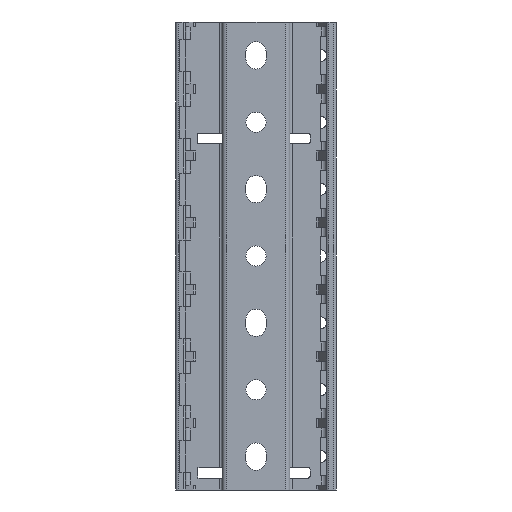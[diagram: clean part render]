
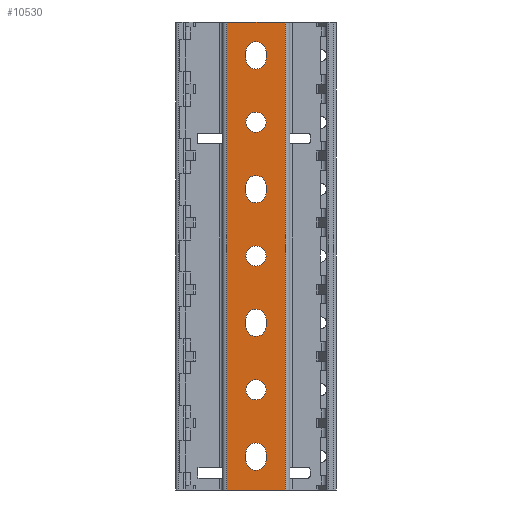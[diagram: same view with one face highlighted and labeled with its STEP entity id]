
A CAD part, front view. The second image highlights one B-rep face of the part: STEP entity #10530.
In plain terms, the highlighted planar face has unit normal (0, -1, 0).
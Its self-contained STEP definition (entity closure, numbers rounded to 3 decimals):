
#25=DIRECTION('',(1.,0.,0.));
#26=VECTOR('',#25,12.2);
#27=CARTESIAN_POINT('',(-6.1,0.,-140.));
#28=LINE('',#27,#26);
#753=DIRECTION('',(0.,0.,-1.));
#754=VECTOR('',#753,98.);
#755=CARTESIAN_POINT('',(-6.1,0.,-42.));
#756=LINE('',#755,#754);
#766=DIRECTION('',(1.,0.,0.));
#767=VECTOR('',#766,12.2);
#768=CARTESIAN_POINT('',(-6.1,0.,-42.));
#769=LINE('',#768,#767);
#770=CARTESIAN_POINT('',(0.,0.,-63.));
#771=DIRECTION('',(0.,-1.,0.));
#772=DIRECTION('',(-1.,0.,0.));
#773=AXIS2_PLACEMENT_3D('',#770,#771,#772);
#775=CARTESIAN_POINT('',(0.,0.,-63.));
#776=DIRECTION('',(0.,-1.,0.));
#777=DIRECTION('',(1.,0.,0.));
#778=AXIS2_PLACEMENT_3D('',#775,#776,#777);
#780=CARTESIAN_POINT('',(0.,0.,-91.));
#781=DIRECTION('',(0.,-1.,0.));
#782=DIRECTION('',(-1.,0.,0.));
#783=AXIS2_PLACEMENT_3D('',#780,#781,#782);
#785=CARTESIAN_POINT('',(0.,0.,-91.));
#786=DIRECTION('',(0.,-1.,0.));
#787=DIRECTION('',(1.,0.,0.));
#788=AXIS2_PLACEMENT_3D('',#785,#786,#787);
#790=CARTESIAN_POINT('',(0.,0.,-119.));
#791=DIRECTION('',(0.,-1.,0.));
#792=DIRECTION('',(-1.,0.,0.));
#793=AXIS2_PLACEMENT_3D('',#790,#791,#792);
#795=CARTESIAN_POINT('',(0.,0.,-119.));
#796=DIRECTION('',(0.,-1.,0.));
#797=DIRECTION('',(1.,0.,0.));
#798=AXIS2_PLACEMENT_3D('',#795,#796,#797);
#800=CARTESIAN_POINT('',(0.,0.,-49.75));
#801=DIRECTION('',(0.,1.,0.));
#802=DIRECTION('',(1.,0.,0.));
#803=AXIS2_PLACEMENT_3D('',#800,#801,#802);
#805=DIRECTION('',(0.,0.,-1.));
#806=VECTOR('',#805,1.5);
#807=CARTESIAN_POINT('',(2.1,0.,-48.25));
#808=LINE('',#807,#806);
#809=CARTESIAN_POINT('',(0.,0.,-48.25));
#810=DIRECTION('',(0.,1.,0.));
#811=DIRECTION('',(-1.,0.,0.));
#812=AXIS2_PLACEMENT_3D('',#809,#810,#811);
#814=DIRECTION('',(0.,0.,1.));
#815=VECTOR('',#814,1.5);
#816=CARTESIAN_POINT('',(-2.1,0.,-49.75));
#817=LINE('',#816,#815);
#818=CARTESIAN_POINT('',(0.,0.,-77.75));
#819=DIRECTION('',(0.,1.,0.));
#820=DIRECTION('',(1.,0.,0.));
#821=AXIS2_PLACEMENT_3D('',#818,#819,#820);
#823=DIRECTION('',(0.,0.,-1.));
#824=VECTOR('',#823,1.5);
#825=CARTESIAN_POINT('',(2.1,0.,-76.25));
#826=LINE('',#825,#824);
#827=CARTESIAN_POINT('',(0.,0.,-76.25));
#828=DIRECTION('',(0.,1.,0.));
#829=DIRECTION('',(-1.,0.,0.));
#830=AXIS2_PLACEMENT_3D('',#827,#828,#829);
#832=DIRECTION('',(0.,0.,1.));
#833=VECTOR('',#832,1.5);
#834=CARTESIAN_POINT('',(-2.1,0.,-77.75));
#835=LINE('',#834,#833);
#836=CARTESIAN_POINT('',(0.,0.,-105.75));
#837=DIRECTION('',(0.,1.,0.));
#838=DIRECTION('',(1.,0.,0.));
#839=AXIS2_PLACEMENT_3D('',#836,#837,#838);
#841=DIRECTION('',(0.,0.,-1.));
#842=VECTOR('',#841,1.5);
#843=CARTESIAN_POINT('',(2.1,0.,-104.25));
#844=LINE('',#843,#842);
#845=CARTESIAN_POINT('',(0.,0.,-104.25));
#846=DIRECTION('',(0.,1.,0.));
#847=DIRECTION('',(-1.,0.,0.));
#848=AXIS2_PLACEMENT_3D('',#845,#846,#847);
#850=DIRECTION('',(0.,0.,1.));
#851=VECTOR('',#850,1.5);
#852=CARTESIAN_POINT('',(-2.1,0.,-105.75));
#853=LINE('',#852,#851);
#854=CARTESIAN_POINT('',(0.,0.,-133.75));
#855=DIRECTION('',(0.,1.,0.));
#856=DIRECTION('',(1.,0.,0.));
#857=AXIS2_PLACEMENT_3D('',#854,#855,#856);
#859=DIRECTION('',(0.,0.,-1.));
#860=VECTOR('',#859,1.5);
#861=CARTESIAN_POINT('',(2.1,0.,-132.25));
#862=LINE('',#861,#860);
#863=CARTESIAN_POINT('',(0.,0.,-132.25));
#864=DIRECTION('',(0.,1.,0.));
#865=DIRECTION('',(-1.,0.,0.));
#866=AXIS2_PLACEMENT_3D('',#863,#864,#865);
#868=DIRECTION('',(0.,0.,1.));
#869=VECTOR('',#868,1.5);
#870=CARTESIAN_POINT('',(-2.1,0.,-133.75));
#871=LINE('',#870,#869);
#886=DIRECTION('',(0.,0.,-1.));
#887=VECTOR('',#886,98.);
#888=CARTESIAN_POINT('',(6.1,0.,-42.));
#889=LINE('',#888,#887);
#7536=CARTESIAN_POINT('',(6.1,0.,-140.));
#7538=VERTEX_POINT('',#7536);
#7539=CARTESIAN_POINT('',(-6.1,0.,-140.));
#7541=VERTEX_POINT('',#7539);
#9396=CARTESIAN_POINT('',(-2.1,0.,-63.));
#9397=CARTESIAN_POINT('',(2.1,0.,-63.));
#9398=VERTEX_POINT('',#9396);
#9399=VERTEX_POINT('',#9397);
#9418=CARTESIAN_POINT('',(-2.1,0.,-91.));
#9419=CARTESIAN_POINT('',(2.1,0.,-91.));
#9420=VERTEX_POINT('',#9418);
#9421=VERTEX_POINT('',#9419);
#9440=CARTESIAN_POINT('',(-2.1,0.,-119.));
#9441=CARTESIAN_POINT('',(2.1,0.,-119.));
#9442=VERTEX_POINT('',#9440);
#9443=VERTEX_POINT('',#9441);
#9471=CARTESIAN_POINT('',(2.1,0.,-49.75));
#9473=VERTEX_POINT('',#9471);
#9475=CARTESIAN_POINT('',(-2.1,0.,-49.75));
#9477=VERTEX_POINT('',#9475);
#9479=CARTESIAN_POINT('',(-2.1,0.,-48.25));
#9481=VERTEX_POINT('',#9479);
#9483=CARTESIAN_POINT('',(2.1,0.,-48.25));
#9485=VERTEX_POINT('',#9483);
#9503=CARTESIAN_POINT('',(2.1,0.,-77.75));
#9505=VERTEX_POINT('',#9503);
#9507=CARTESIAN_POINT('',(-2.1,0.,-77.75));
#9509=VERTEX_POINT('',#9507);
#9511=CARTESIAN_POINT('',(-2.1,0.,-76.25));
#9513=VERTEX_POINT('',#9511);
#9515=CARTESIAN_POINT('',(2.1,0.,-76.25));
#9517=VERTEX_POINT('',#9515);
#9535=CARTESIAN_POINT('',(2.1,0.,-105.75));
#9537=VERTEX_POINT('',#9535);
#9539=CARTESIAN_POINT('',(-2.1,0.,-105.75));
#9541=VERTEX_POINT('',#9539);
#9543=CARTESIAN_POINT('',(-2.1,0.,-104.25));
#9545=VERTEX_POINT('',#9543);
#9547=CARTESIAN_POINT('',(2.1,0.,-104.25));
#9549=VERTEX_POINT('',#9547);
#9567=CARTESIAN_POINT('',(2.1,0.,-133.75));
#9569=VERTEX_POINT('',#9567);
#9571=CARTESIAN_POINT('',(-2.1,0.,-133.75));
#9573=VERTEX_POINT('',#9571);
#9575=CARTESIAN_POINT('',(-2.1,0.,-132.25));
#9577=VERTEX_POINT('',#9575);
#9579=CARTESIAN_POINT('',(2.1,0.,-132.25));
#9581=VERTEX_POINT('',#9579);
#9734=CARTESIAN_POINT('',(-6.1,0.,-42.));
#9735=CARTESIAN_POINT('',(6.1,0.,-42.));
#9736=VERTEX_POINT('',#9734);
#9737=VERTEX_POINT('',#9735);
#10460=CARTESIAN_POINT('',(-7.1,0.,-140.));
#10461=DIRECTION('',(0.,-1.,0.));
#10462=DIRECTION('',(1.,0.,0.));
#10463=AXIS2_PLACEMENT_3D('',#10460,#10461,#10462);
#10464=PLANE('',#10463);
#10465=ORIENTED_EDGE('',*,*,#10027,.T.);
#10467=ORIENTED_EDGE('',*,*,#10466,.T.);
#10468=ORIENTED_EDGE('',*,*,#9811,.F.);
#10469=ORIENTED_EDGE('',*,*,#10453,.F.);
#10470=EDGE_LOOP('',(#10465,#10467,#10468,#10469));
#10471=FACE_OUTER_BOUND('',#10470,.F.);
#10473=ORIENTED_EDGE('',*,*,#10472,.T.);
#10475=ORIENTED_EDGE('',*,*,#10474,.T.);
#10476=EDGE_LOOP('',(#10473,#10475));
#10477=FACE_BOUND('',#10476,.F.);
#10479=ORIENTED_EDGE('',*,*,#10478,.T.);
#10481=ORIENTED_EDGE('',*,*,#10480,.T.);
#10482=EDGE_LOOP('',(#10479,#10481));
#10483=FACE_BOUND('',#10482,.F.);
#10485=ORIENTED_EDGE('',*,*,#10484,.T.);
#10487=ORIENTED_EDGE('',*,*,#10486,.T.);
#10488=EDGE_LOOP('',(#10485,#10487));
#10489=FACE_BOUND('',#10488,.F.);
#10491=ORIENTED_EDGE('',*,*,#10490,.F.);
#10493=ORIENTED_EDGE('',*,*,#10492,.F.);
#10495=ORIENTED_EDGE('',*,*,#10494,.F.);
#10497=ORIENTED_EDGE('',*,*,#10496,.F.);
#10498=EDGE_LOOP('',(#10491,#10493,#10495,#10497));
#10499=FACE_BOUND('',#10498,.F.);
#10501=ORIENTED_EDGE('',*,*,#10500,.F.);
#10503=ORIENTED_EDGE('',*,*,#10502,.F.);
#10505=ORIENTED_EDGE('',*,*,#10504,.F.);
#10507=ORIENTED_EDGE('',*,*,#10506,.F.);
#10508=EDGE_LOOP('',(#10501,#10503,#10505,#10507));
#10509=FACE_BOUND('',#10508,.F.);
#10511=ORIENTED_EDGE('',*,*,#10510,.F.);
#10513=ORIENTED_EDGE('',*,*,#10512,.F.);
#10515=ORIENTED_EDGE('',*,*,#10514,.F.);
#10517=ORIENTED_EDGE('',*,*,#10516,.F.);
#10518=EDGE_LOOP('',(#10511,#10513,#10515,#10517));
#10519=FACE_BOUND('',#10518,.F.);
#10521=ORIENTED_EDGE('',*,*,#10520,.F.);
#10523=ORIENTED_EDGE('',*,*,#10522,.F.);
#10525=ORIENTED_EDGE('',*,*,#10524,.F.);
#10527=ORIENTED_EDGE('',*,*,#10526,.F.);
#10528=EDGE_LOOP('',(#10521,#10523,#10525,#10527));
#10529=FACE_BOUND('',#10528,.F.);
#10530=ADVANCED_FACE('',(#10471,#10477,#10483,#10489,#10499,#10509,#10519,
#10529),#10464,.T.);
#774=CIRCLE('',#773,2.1);
#779=CIRCLE('',#778,2.1);
#784=CIRCLE('',#783,2.1);
#789=CIRCLE('',#788,2.1);
#794=CIRCLE('',#793,2.1);
#799=CIRCLE('',#798,2.1);
#804=CIRCLE('',#803,2.1);
#813=CIRCLE('',#812,2.1);
#822=CIRCLE('',#821,2.1);
#831=CIRCLE('',#830,2.1);
#840=CIRCLE('',#839,2.1);
#849=CIRCLE('',#848,2.1);
#858=CIRCLE('',#857,2.1);
#867=CIRCLE('',#866,2.1);
#9811=EDGE_CURVE('',#7541,#7538,#28,.T.);
#10027=EDGE_CURVE('',#9736,#9737,#769,.T.);
#10453=EDGE_CURVE('',#9736,#7541,#756,.T.);
#10466=EDGE_CURVE('',#9737,#7538,#889,.T.);
#10472=EDGE_CURVE('',#9398,#9399,#774,.T.);
#10474=EDGE_CURVE('',#9399,#9398,#779,.T.);
#10478=EDGE_CURVE('',#9420,#9421,#784,.T.);
#10480=EDGE_CURVE('',#9421,#9420,#789,.T.);
#10484=EDGE_CURVE('',#9442,#9443,#794,.T.);
#10486=EDGE_CURVE('',#9443,#9442,#799,.T.);
#10490=EDGE_CURVE('',#9473,#9477,#804,.T.);
#10492=EDGE_CURVE('',#9485,#9473,#808,.T.);
#10494=EDGE_CURVE('',#9481,#9485,#813,.T.);
#10496=EDGE_CURVE('',#9477,#9481,#817,.T.);
#10500=EDGE_CURVE('',#9505,#9509,#822,.T.);
#10502=EDGE_CURVE('',#9517,#9505,#826,.T.);
#10504=EDGE_CURVE('',#9513,#9517,#831,.T.);
#10506=EDGE_CURVE('',#9509,#9513,#835,.T.);
#10510=EDGE_CURVE('',#9537,#9541,#840,.T.);
#10512=EDGE_CURVE('',#9549,#9537,#844,.T.);
#10514=EDGE_CURVE('',#9545,#9549,#849,.T.);
#10516=EDGE_CURVE('',#9541,#9545,#853,.T.);
#10520=EDGE_CURVE('',#9569,#9573,#858,.T.);
#10522=EDGE_CURVE('',#9581,#9569,#862,.T.);
#10524=EDGE_CURVE('',#9577,#9581,#867,.T.);
#10526=EDGE_CURVE('',#9573,#9577,#871,.T.);
